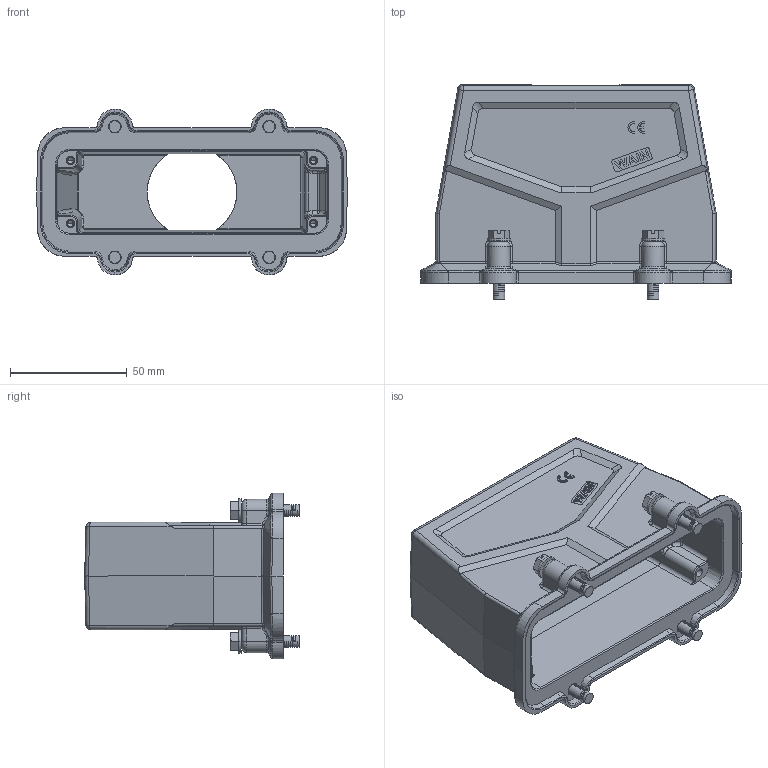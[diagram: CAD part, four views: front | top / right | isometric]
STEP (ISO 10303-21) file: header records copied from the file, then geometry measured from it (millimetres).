
FILE_DESCRIPTION((''),'2;1');
FILE_NAME('3D_1112244301005_EMC_W24B-TEH-4','2024-01-27T',('13034'),(''),'PRO/ENGINEER BY PARAMETRIC TECHNOLOGY CORPORATION, 2012480','PRO/ENGINEER BY PARAMETRIC TECHNOLOGY CORPORATION, 2012480','');
FILE_SCHEMA(('CONFIG_CONTROL_DESIGN'));
Length unit declared in the file: millimetre
Products named in the file (1): 3D_1112244301005_EMC_W24B-TEH-4
Bounding box: 133 x 91.9 x 71 mm (x, y, z)
Volume: 149342.5 mm3; surface area: 64311.5 mm2
Topology: 1 solids, 1 shells, 731 faces, 2325 edges, 1608 vertices
Faces by surface type: plane 281, cylinder 226, bspline 94, cone 56, torus 50, sphere 24
Entity records: 31946 total; most frequent: CARTESIAN_POINT 12559, ORIENTED_EDGE 4586, DIRECTION 3374, EDGE_CURVE 2293, VERTEX_POINT 1608, VECTOR 1144, LINE 1144, AXIS2_PLACEMENT_3D 1115
